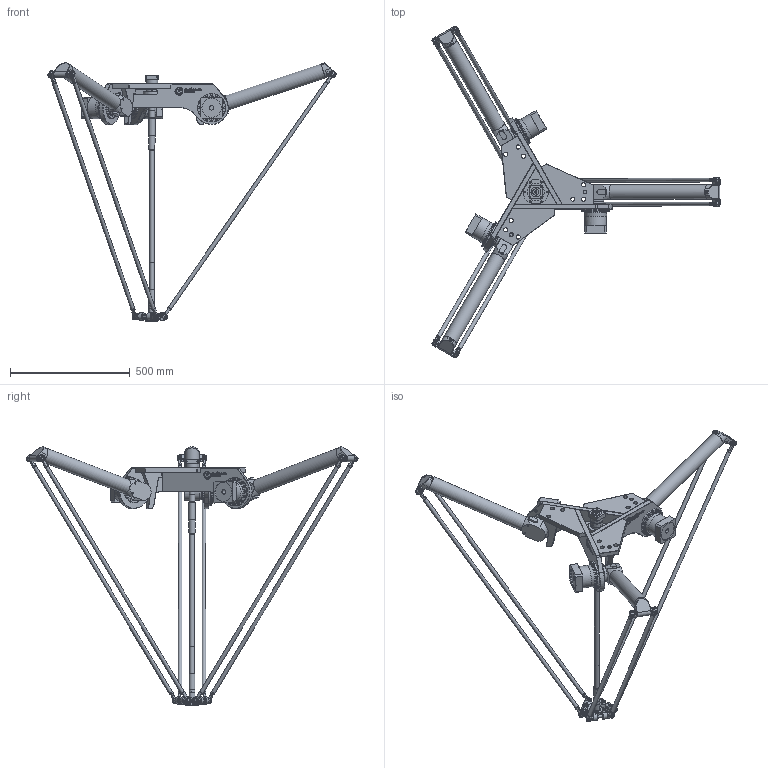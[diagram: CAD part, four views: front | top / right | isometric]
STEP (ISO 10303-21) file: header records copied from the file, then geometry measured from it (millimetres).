
FILE_DESCRIPTION(/* description */ (''),/* implementation_level */ '2;1');
FILE_NAME(/* name */ '3D-model_A_00828-02.stp',/* time_stamp */ '2021-12-21T12:57:07+01:00',/* author */ ('michael.schutter'),/* organization */ ('Majatronic'),/* preprocessor_version */ 'ST-DEVELOPER v16.5',/* originating_system */ 'Autodesk Inventor 2017',/* authorisation */ '');
FILE_SCHEMA (('AUTOMOTIVE_DESIGN { 1 0 10303 214 3 1 1 }'));
Length unit declared in the file: millimetre
Products named in the file (12): A_00828-02_DUMMY; MT_BGR00104854 Dummy Roboterbasis; MT_WST00109422 Dummy Kopfplatte; MT_WST00046397MT_WST; MT_WST00107543 Getriebe; MT_WST00101401; MT_WST00101752; MT_WST00101753 Dummy ISO Flansch; MT_WST00060467MT_WST; MT_WST00031700; MT_WST00110483 Dummy Teleskop unten; MT_WST00110719 Dummy Teleskop Oben
Assembly tree (25 placements, depth 3):
  A_00828-02_DUMMY
    MT_BGR00104854 Dummy Roboterbasis
      MT_WST00109422 Dummy Kopfplatte
      MT_WST00046397MT_WST  x3
      MT_WST00107543 Getriebe
    MT_WST00101401  x6
    MT_WST00101752
    MT_WST00101753 Dummy ISO Flansch
    MT_WST00060467MT_WST  x3
    MT_WST00031700  x6
    MT_WST00110483 Dummy Teleskop unten
    MT_WST00110719 Dummy Teleskop Oben
Bounding box: 1205.74 x 1388.9 x 1079.87 mm (x, y, z)
Volume: 14417328.9 mm3; surface area: 1751514.3 mm2
Topology: 24 solids, 24 shells, 2711 faces, 6399 edges, 4028 vertices
Faces by surface type: plane 1560, cylinder 764, cone 272, bspline 70, torus 41, sphere 4
Full cylindrical faces by diameter (mm): 1.7 x2, 3.242 x4, 3.3 x5, 4.917 x13, 6 x1, 8 x43, 8.5 x48, 9.013 x1, 10 x3, 11.6 x1, 12 x31, 15.8 x12, 16 x30, 17 x1, 17.5 x9, 18 x24, 19 x4, 21 x1, 25 x5, 25.8 x1, 28 x1, 31.5 x3, 35 x2, 41 x1, 50 x4, 53 x1, 53.5 x2, 60.1 x3, 60.5 x2, 63 x6
Entity records: 52831 total; most frequent: CARTESIAN_POINT 15293, DIRECTION 7680, ORIENTED_EDGE 7152, EDGE_CURVE 3576, AXIS2_PLACEMENT_3D 2697, VERTEX_POINT 2389, LINE 2286, VECTOR 2286
